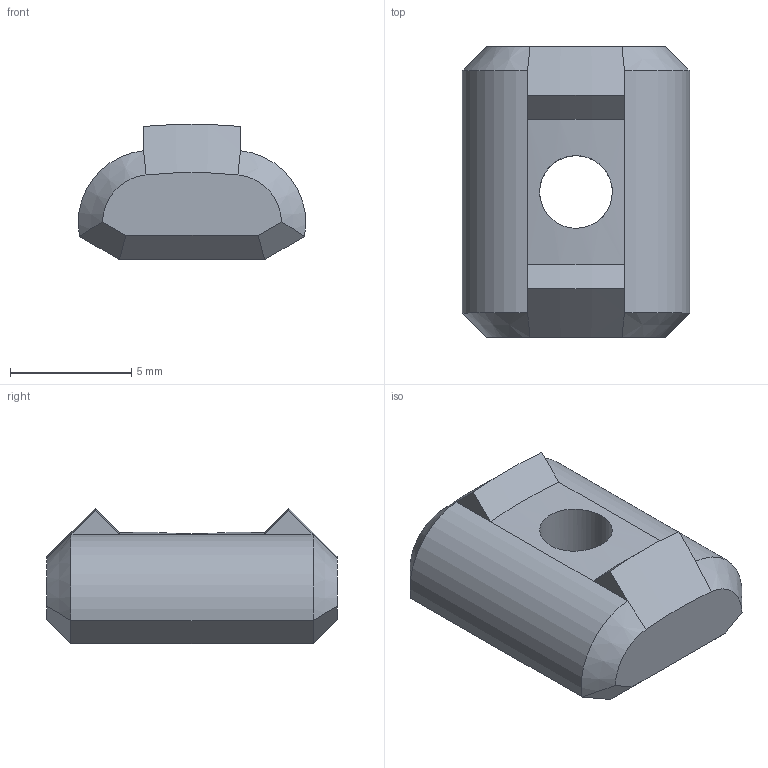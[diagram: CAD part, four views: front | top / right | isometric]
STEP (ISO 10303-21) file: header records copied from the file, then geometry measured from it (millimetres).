
FILE_DESCRIPTION(/* description */ (''),/* implementation_level */ '2;1');
FILE_NAME(/* name */ 'Xbox Phone Mount Insert_v13.step',/* time_stamp */ '2020-09-23T18:28:43-07:00',/* author */ (''),/* organization */ (''),/* preprocessor_version */ 'ST-DEVELOPER v18.1',/* originating_system */ 'Autodesk Translation Framework v9.3.0.1241',/* authorisation */ '');
FILE_SCHEMA (('AUTOMOTIVE_DESIGN { 1 0 10303 214 3 1 1 }'));
Length unit declared in the file: millimetre
Products named in the file (1): Xbox Phone Mount Insert
Bounding box: 9.4 x 12 x 5.59 mm (x, y, z)
Volume: 399 mm3; surface area: 368.4 mm2
Topology: 1 solids, 1 shells, 27 faces, 60 edges, 35 vertices
Faces by surface type: plane 15, cone 8, cylinder 4
Full cylindrical faces by diameter (mm): 3 x1
Entity records: 799 total; most frequent: CARTESIAN_POINT 185, ORIENTED_EDGE 120, DIRECTION 117, EDGE_CURVE 60, AXIS2_PLACEMENT_3D 43, VERTEX_POINT 35, LINE 31, VECTOR 31
